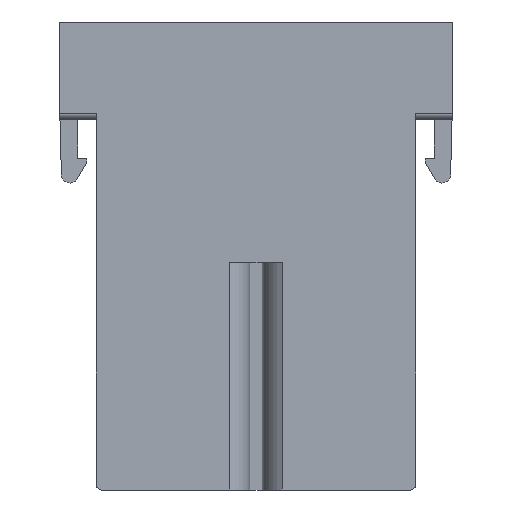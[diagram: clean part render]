
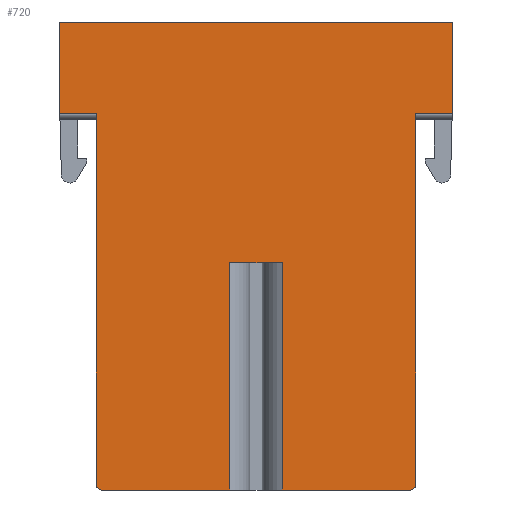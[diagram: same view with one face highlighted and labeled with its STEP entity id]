
A CAD part, left-side view. The second image highlights one B-rep face of the part: STEP entity #720.
In plain terms, the highlighted planar face has unit normal (-1, 0, 0).
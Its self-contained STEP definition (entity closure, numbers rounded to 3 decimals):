
#613=AXIS2_PLACEMENT_3D('Plane Axis2P3D',#610,#611,#612) ;
#617=AXIS2_PLACEMENT_3D('Circle Axis2P3D',#615,#616,$) ;
#661=AXIS2_PLACEMENT_3D('Circle Axis2P3D',#659,#660,$) ;
#381=CARTESIAN_POINT('Vertex',(0.,34.,32.5)) ;
#384=CARTESIAN_POINT('Line Origine',(0.,34.,36.45)) ;
#388=CARTESIAN_POINT('Vertex',(0.,34.,40.4)) ;
#610=CARTESIAN_POINT('Axis2P3D Location',(0.,0.,40.4)) ;
#615=CARTESIAN_POINT('Axis2P3D Location',(0.,30.3,0.5)) ;
#619=CARTESIAN_POINT('Vertex',(0.,30.3,0.)) ;
#621=CARTESIAN_POINT('Vertex',(0.,30.8,0.5)) ;
#624=CARTESIAN_POINT('Line Origine',(0.,24.775,0.)) ;
#628=CARTESIAN_POINT('Vertex',(0.,19.251,0.)) ;
#631=CARTESIAN_POINT('Line Origine',(0.,19.251,9.815)) ;
#635=CARTESIAN_POINT('Vertex',(0.,19.251,19.63)) ;
#638=CARTESIAN_POINT('Line Origine',(0.,17.,19.63)) ;
#642=CARTESIAN_POINT('Vertex',(0.,14.749,19.63)) ;
#645=CARTESIAN_POINT('Line Origine',(0.,14.749,9.815)) ;
#649=CARTESIAN_POINT('Vertex',(0.,14.749,0.)) ;
#652=CARTESIAN_POINT('Line Origine',(0.,9.225,0.)) ;
#656=CARTESIAN_POINT('Vertex',(0.,3.7,0.)) ;
#659=CARTESIAN_POINT('Axis2P3D Location',(0.,3.7,0.5)) ;
#663=CARTESIAN_POINT('Vertex',(0.,3.2,0.5)) ;
#666=CARTESIAN_POINT('Line Origine',(0.,3.2,16.5)) ;
#670=CARTESIAN_POINT('Vertex',(0.,3.2,32.5)) ;
#673=CARTESIAN_POINT('Line Origine',(0.,1.6,32.5)) ;
#677=CARTESIAN_POINT('Vertex',(0.,0.,32.5)) ;
#680=CARTESIAN_POINT('Line Origine',(0.,0.,36.45)) ;
#684=CARTESIAN_POINT('Vertex',(0.,0.,40.4)) ;
#687=CARTESIAN_POINT('Line Origine',(0.,17.,40.4)) ;
#692=CARTESIAN_POINT('Line Origine',(0.,32.4,32.5)) ;
#696=CARTESIAN_POINT('Vertex',(0.,30.8,32.5)) ;
#699=CARTESIAN_POINT('Line Origine',(0.,30.8,16.5)) ;
#385=DIRECTION('Vector Direction',(0.,0.,-1.)) ;
#611=DIRECTION('Axis2P3D Direction',(1.,-0.,0.)) ;
#612=DIRECTION('Axis2P3D XDirection',(0.,0.,-1.)) ;
#616=DIRECTION('Axis2P3D Direction',(1.,-0.,0.)) ;
#625=DIRECTION('Vector Direction',(0.,1.,0.)) ;
#632=DIRECTION('Vector Direction',(0.,0.,1.)) ;
#639=DIRECTION('Vector Direction',(0.,-1.,0.)) ;
#646=DIRECTION('Vector Direction',(0.,0.,1.)) ;
#653=DIRECTION('Vector Direction',(0.,1.,0.)) ;
#660=DIRECTION('Axis2P3D Direction',(1.,-0.,0.)) ;
#667=DIRECTION('Vector Direction',(0.,0.,-1.)) ;
#674=DIRECTION('Vector Direction',(0.,1.,0.)) ;
#681=DIRECTION('Vector Direction',(0.,0.,-1.)) ;
#688=DIRECTION('Vector Direction',(0.,1.,0.)) ;
#693=DIRECTION('Vector Direction',(0.,-1.,0.)) ;
#700=DIRECTION('Vector Direction',(0.,0.,-1.)) ;
#386=VECTOR('Line Direction',#385,1.) ;
#626=VECTOR('Line Direction',#625,1.) ;
#633=VECTOR('Line Direction',#632,1.) ;
#640=VECTOR('Line Direction',#639,1.) ;
#647=VECTOR('Line Direction',#646,1.) ;
#654=VECTOR('Line Direction',#653,1.) ;
#668=VECTOR('Line Direction',#667,1.) ;
#675=VECTOR('Line Direction',#674,1.) ;
#682=VECTOR('Line Direction',#681,1.) ;
#689=VECTOR('Line Direction',#688,1.) ;
#694=VECTOR('Line Direction',#693,1.) ;
#701=VECTOR('Line Direction',#700,1.) ;
#705=ORIENTED_EDGE('',*,*,#623,.F.) ;
#706=ORIENTED_EDGE('',*,*,#630,.F.) ;
#707=ORIENTED_EDGE('',*,*,#637,.T.) ;
#708=ORIENTED_EDGE('',*,*,#644,.F.) ;
#709=ORIENTED_EDGE('',*,*,#651,.F.) ;
#710=ORIENTED_EDGE('',*,*,#658,.F.) ;
#711=ORIENTED_EDGE('',*,*,#665,.F.) ;
#712=ORIENTED_EDGE('',*,*,#672,.F.) ;
#713=ORIENTED_EDGE('',*,*,#679,.F.) ;
#714=ORIENTED_EDGE('',*,*,#686,.F.) ;
#715=ORIENTED_EDGE('',*,*,#691,.T.) ;
#716=ORIENTED_EDGE('',*,*,#390,.T.) ;
#717=ORIENTED_EDGE('',*,*,#698,.T.) ;
#718=ORIENTED_EDGE('',*,*,#703,.T.) ;
#720=ADVANCED_FACE('Hauptkoerper',(#719),#614,.F.) ;
#618=CIRCLE('generated circle',#617,0.5) ;
#662=CIRCLE('generated circle',#661,0.5) ;
#390=EDGE_CURVE('',#389,#382,#387,.T.) ;
#623=EDGE_CURVE('',#620,#622,#618,.T.) ;
#630=EDGE_CURVE('',#629,#620,#627,.T.) ;
#637=EDGE_CURVE('',#629,#636,#634,.T.) ;
#644=EDGE_CURVE('',#643,#636,#641,.F.) ;
#651=EDGE_CURVE('',#650,#643,#648,.T.) ;
#658=EDGE_CURVE('',#657,#650,#655,.T.) ;
#665=EDGE_CURVE('',#664,#657,#662,.T.) ;
#672=EDGE_CURVE('',#671,#664,#669,.T.) ;
#679=EDGE_CURVE('',#678,#671,#676,.T.) ;
#686=EDGE_CURVE('',#685,#678,#683,.T.) ;
#691=EDGE_CURVE('',#685,#389,#690,.T.) ;
#698=EDGE_CURVE('',#382,#697,#695,.T.) ;
#703=EDGE_CURVE('',#697,#622,#702,.T.) ;
#704=EDGE_LOOP('',(#705,#706,#707,#708,#709,#710,#711,#712,#713,#714,#715,#716,#717,#718)) ;
#719=FACE_OUTER_BOUND('',#704,.T.) ;
#387=LINE('Line',#384,#386) ;
#627=LINE('Line',#624,#626) ;
#634=LINE('Line',#631,#633) ;
#641=LINE('Line',#638,#640) ;
#648=LINE('Line',#645,#647) ;
#655=LINE('Line',#652,#654) ;
#669=LINE('Line',#666,#668) ;
#676=LINE('Line',#673,#675) ;
#683=LINE('Line',#680,#682) ;
#690=LINE('Line',#687,#689) ;
#695=LINE('Line',#692,#694) ;
#702=LINE('Line',#699,#701) ;
#614=PLANE('',#613) ;
#382=VERTEX_POINT('',#381) ;
#389=VERTEX_POINT('',#388) ;
#620=VERTEX_POINT('',#619) ;
#622=VERTEX_POINT('',#621) ;
#629=VERTEX_POINT('',#628) ;
#636=VERTEX_POINT('',#635) ;
#643=VERTEX_POINT('',#642) ;
#650=VERTEX_POINT('',#649) ;
#657=VERTEX_POINT('',#656) ;
#664=VERTEX_POINT('',#663) ;
#671=VERTEX_POINT('',#670) ;
#678=VERTEX_POINT('',#677) ;
#685=VERTEX_POINT('',#684) ;
#697=VERTEX_POINT('',#696) ;
